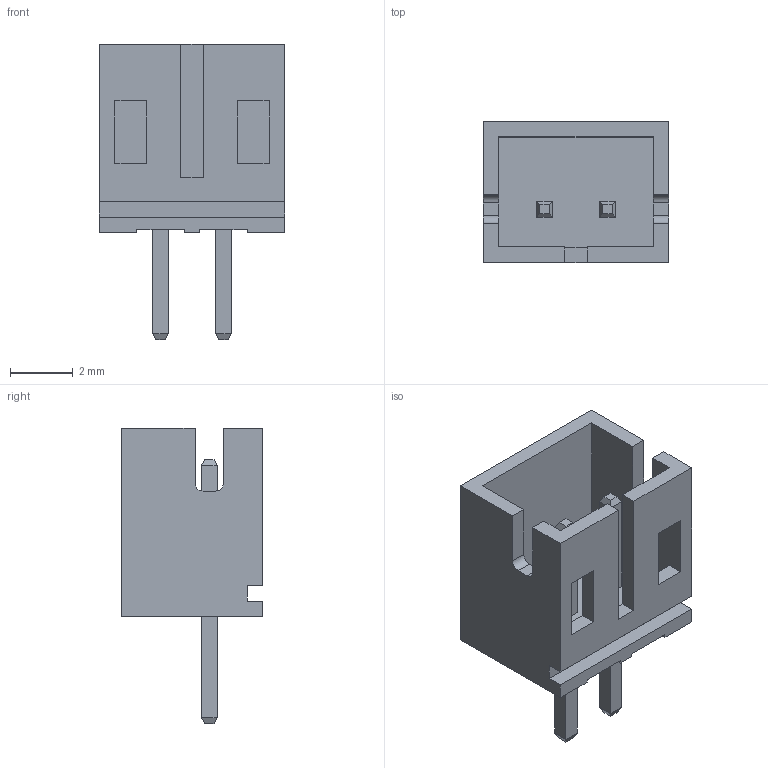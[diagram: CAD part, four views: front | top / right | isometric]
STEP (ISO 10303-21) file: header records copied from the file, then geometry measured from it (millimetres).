
FILE_DESCRIPTION(/* description */ (''),/* implementation_level */ '2;1');
FILE_NAME(/* name */ 'B2B-PH-K-S v3.step',/* time_stamp */ '2019-12-15T21:20:19+03:00',/* author */ (''),/* organization */ (''),/* preprocessor_version */ 'ST-DEVELOPER v18',/* originating_system */ 'Autodesk Translation Framework v8.12.0.6',/* authorisation */ '');
FILE_SCHEMA (('AUTOMOTIVE_DESIGN { 1 0 10303 214 3 1 1 }'));
Length unit declared in the file: millimetre
Products named in the file (1): B2B-PH-K-S
Bounding box: 5.9 x 4.5 x 9.4 mm (x, y, z)
Volume: 77.5 mm3; surface area: 291.5 mm2
Topology: 3 solids, 3 shells, 80 faces, 212 edges, 136 vertices
Faces by surface type: plane 76, cylinder 4
Entity records: 2477 total; most frequent: CARTESIAN_POINT 429, ORIENTED_EDGE 424, DIRECTION 382, EDGE_CURVE 212, LINE 204, VECTOR 204, VERTEX_POINT 136, AXIS2_PLACEMENT_3D 89
